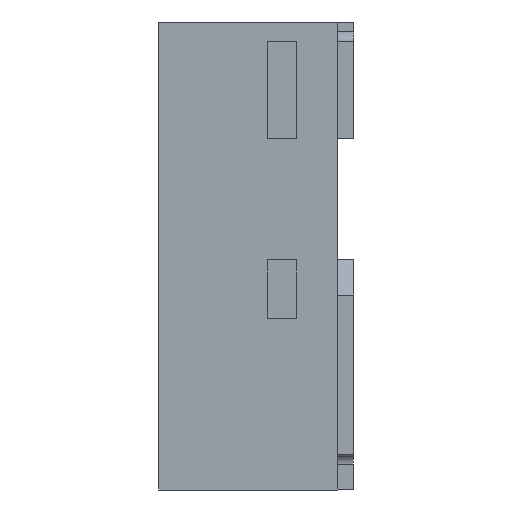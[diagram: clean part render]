
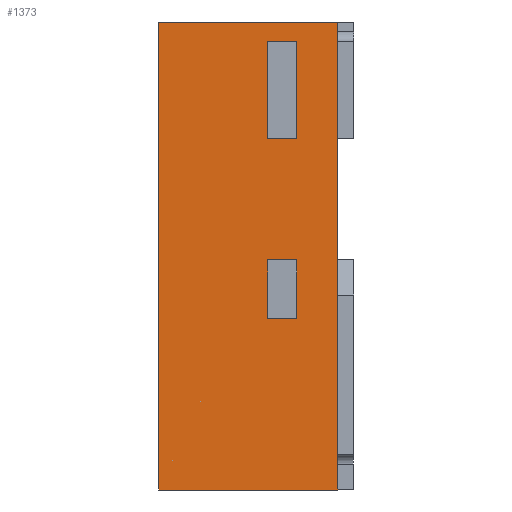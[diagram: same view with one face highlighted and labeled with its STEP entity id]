
A CAD part, left-side view. The second image highlights one B-rep face of the part: STEP entity #1373.
In plain terms, the highlighted planar face has unit normal (-1, 0, 0).
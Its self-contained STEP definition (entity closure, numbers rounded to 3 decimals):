
#25 = VECTOR ( 'NONE', #341, 1000. ) ;
#43 = VERTEX_POINT ( 'NONE', #608 ) ;
#142 = CARTESIAN_POINT ( 'NONE',  ( -0.7, 0.22, -0.01 ) ) ;
#153 = FACE_BOUND ( 'NONE', #1183, .T. ) ;
#217 = EDGE_CURVE ( 'NONE', #3067, #318, #1613, .T. ) ;
#229 = LINE ( 'NONE', #2647, #1981 ) ;
#291 = ORIENTED_EDGE ( 'NONE', *, *, #2200, .T. ) ;
#318 = VERTEX_POINT ( 'NONE', #2479 ) ;
#341 = DIRECTION ( 'NONE',  ( 0., 0., 1. ) ) ;
#348 = CARTESIAN_POINT ( 'NONE',  ( -0.7, 2.844, 0.6 ) ) ;
#608 = CARTESIAN_POINT ( 'NONE',  ( -0.7, 0.145, 0.55 ) ) ;
#617 = VECTOR ( 'NONE', #824, 1000. ) ;
#701 = EDGE_CURVE ( 'NONE', #3311, #3067, #3689, .T. ) ;
#797 = CARTESIAN_POINT ( 'NONE',  ( -0.7, 0.5, 0.6 ) ) ;
#824 = DIRECTION ( 'NONE',  ( 0., -1., 0. ) ) ;
#842 = CARTESIAN_POINT ( 'NONE',  ( -0.7, 0.04, -0.6 ) ) ;
#865 = DIRECTION ( 'NONE',  ( 0., 0., 1. ) ) ;
#887 = DIRECTION ( 'NONE',  ( 0., 0., -1. ) ) ;
#913 = CARTESIAN_POINT ( 'NONE',  ( -0.7, 0.5, 0.6 ) ) ;
#1009 = VERTEX_POINT ( 'NONE', #4034 ) ;
#1126 = DIRECTION ( 'NONE',  ( 1., 0., 0. ) ) ;
#1163 = PLANE ( 'NONE',  #3265 ) ;
#1183 = EDGE_LOOP ( 'NONE', ( #3250, #3453, #4305, #1297 ) ) ;
#1221 = CARTESIAN_POINT ( 'NONE',  ( -0.7, 0.145, 0.3 ) ) ;
#1274 = VECTOR ( 'NONE', #4866, 1000. ) ;
#1297 = ORIENTED_EDGE ( 'NONE', *, *, #4410, .T. ) ;
#1307 = ORIENTED_EDGE ( 'NONE', *, *, #1355, .F. ) ;
#1334 = CARTESIAN_POINT ( 'NONE',  ( -0.7, 0.145, 0.55 ) ) ;
#1355 = EDGE_CURVE ( 'NONE', #4191, #318, #2235, .T. ) ;
#1373 = ADVANCED_FACE ( 'NONE', ( #1514, #4523, #153 ), #1163, .F. ) ;
#1395 = VECTOR ( 'NONE', #865, 1000. ) ;
#1412 = VERTEX_POINT ( 'NONE', #5295 ) ;
#1484 = ORIENTED_EDGE ( 'NONE', *, *, #3750, .T. ) ;
#1514 = FACE_BOUND ( 'NONE', #2401, .T. ) ;
#1555 = CARTESIAN_POINT ( 'NONE',  ( -0.7, 0.145, -0.01 ) ) ;
#1562 = VERTEX_POINT ( 'NONE', #4592 ) ;
#1613 = LINE ( 'NONE', #3681, #1274 ) ;
#1676 = EDGE_CURVE ( 'NONE', #3903, #1562, #5154, .T. ) ;
#1693 = LINE ( 'NONE', #1334, #4151 ) ;
#1716 = CARTESIAN_POINT ( 'NONE',  ( -0.7, 0.22, -0.01 ) ) ;
#1826 = DIRECTION ( 'NONE',  ( 0., 0., -1. ) ) ;
#1834 = ORIENTED_EDGE ( 'NONE', *, *, #217, .T. ) ;
#1850 = VECTOR ( 'NONE', #3611, 1000. ) ;
#1922 = LINE ( 'NONE', #3465, #4021 ) ;
#1981 = VECTOR ( 'NONE', #3018, 1000. ) ;
#1996 = DIRECTION ( 'NONE',  ( 0., 1., 0. ) ) ;
#2006 = DIRECTION ( 'NONE',  ( 0., 0., -1. ) ) ;
#2200 = EDGE_CURVE ( 'NONE', #1562, #1412, #1922, .T. ) ;
#2235 = LINE ( 'NONE', #3884, #3668 ) ;
#2244 = CARTESIAN_POINT ( 'NONE',  ( -0.7, 0.145, -0.01 ) ) ;
#2260 = VERTEX_POINT ( 'NONE', #5126 ) ;
#2343 = DIRECTION ( 'NONE',  ( 0., -1., 0. ) ) ;
#2401 = EDGE_LOOP ( 'NONE', ( #1484, #2810, #291, #2843 ) ) ;
#2447 = CARTESIAN_POINT ( 'NONE',  ( -0.7, 0.22, 0.3 ) ) ;
#2477 = EDGE_CURVE ( 'NONE', #3311, #4191, #3110, .T. ) ;
#2479 = CARTESIAN_POINT ( 'NONE',  ( -0.7, 0.04, 0.6 ) ) ;
#2504 = LINE ( 'NONE', #1716, #1395 ) ;
#2532 = CARTESIAN_POINT ( 'NONE',  ( -0.7, 0.145, -0.01 ) ) ;
#2647 = CARTESIAN_POINT ( 'NONE',  ( -0.7, 0.22, 0.55 ) ) ;
#2651 = ORIENTED_EDGE ( 'NONE', *, *, #2477, .F. ) ;
#2683 = EDGE_CURVE ( 'NONE', #3636, #1009, #3345, .T. ) ;
#2689 = DIRECTION ( 'NONE',  ( 0., 1., 0. ) ) ;
#2810 = ORIENTED_EDGE ( 'NONE', *, *, #1676, .T. ) ;
#2843 = ORIENTED_EDGE ( 'NONE', *, *, #3672, .T. ) ;
#3018 = DIRECTION ( 'NONE',  ( 0., -1., 0. ) ) ;
#3067 = VERTEX_POINT ( 'NONE', #842 ) ;
#3078 = ORIENTED_EDGE ( 'NONE', *, *, #701, .T. ) ;
#3110 = LINE ( 'NONE', #797, #1850 ) ;
#3219 = CARTESIAN_POINT ( 'NONE',  ( -0.7, 2.844, -0.6 ) ) ;
#3250 = ORIENTED_EDGE ( 'NONE', *, *, #4265, .T. ) ;
#3265 = AXIS2_PLACEMENT_3D ( 'NONE', #348, #1126, #2006 ) ;
#3311 = VERTEX_POINT ( 'NONE', #4740 ) ;
#3322 = LINE ( 'NONE', #5232, #25 ) ;
#3345 = LINE ( 'NONE', #2447, #4001 ) ;
#3453 = ORIENTED_EDGE ( 'NONE', *, *, #4631, .T. ) ;
#3465 = CARTESIAN_POINT ( 'NONE',  ( -0.7, 0.145, -0.16 ) ) ;
#3611 = DIRECTION ( 'NONE',  ( 0., 0., 1. ) ) ;
#3636 = VERTEX_POINT ( 'NONE', #1221 ) ;
#3668 = VECTOR ( 'NONE', #2343, 1000. ) ;
#3672 = EDGE_CURVE ( 'NONE', #1412, #5269, #2504, .T. ) ;
#3681 = CARTESIAN_POINT ( 'NONE',  ( -0.7, 0.04, 0.6 ) ) ;
#3689 = LINE ( 'NONE', #3219, #4985 ) ;
#3750 = EDGE_CURVE ( 'NONE', #5269, #3903, #5309, .T. ) ;
#3884 = CARTESIAN_POINT ( 'NONE',  ( -0.7, 2.844, 0.6 ) ) ;
#3903 = VERTEX_POINT ( 'NONE', #1555 ) ;
#4001 = VECTOR ( 'NONE', #1996, 1000. ) ;
#4021 = VECTOR ( 'NONE', #2689, 1000. ) ;
#4034 = CARTESIAN_POINT ( 'NONE',  ( -0.7, 0.22, 0.3 ) ) ;
#4141 = EDGE_LOOP ( 'NONE', ( #2651, #3078, #1834, #1307 ) ) ;
#4151 = VECTOR ( 'NONE', #887, 1000. ) ;
#4191 = VERTEX_POINT ( 'NONE', #913 ) ;
#4265 = EDGE_CURVE ( 'NONE', #2260, #43, #229, .T. ) ;
#4305 = ORIENTED_EDGE ( 'NONE', *, *, #2683, .T. ) ;
#4410 = EDGE_CURVE ( 'NONE', #1009, #2260, #3322, .T. ) ;
#4450 = VECTOR ( 'NONE', #1826, 1000. ) ;
#4503 = DIRECTION ( 'NONE',  ( 0., -1., 0. ) ) ;
#4523 = FACE_OUTER_BOUND ( 'NONE', #4141, .T. ) ;
#4592 = CARTESIAN_POINT ( 'NONE',  ( -0.7, 0.145, -0.16 ) ) ;
#4631 = EDGE_CURVE ( 'NONE', #43, #3636, #1693, .T. ) ;
#4740 = CARTESIAN_POINT ( 'NONE',  ( -0.7, 0.5, -0.6 ) ) ;
#4866 = DIRECTION ( 'NONE',  ( 0., 0., 1. ) ) ;
#4985 = VECTOR ( 'NONE', #4503, 1000. ) ;
#5126 = CARTESIAN_POINT ( 'NONE',  ( -0.7, 0.22, 0.55 ) ) ;
#5154 = LINE ( 'NONE', #2244, #4450 ) ;
#5232 = CARTESIAN_POINT ( 'NONE',  ( -0.7, 0.22, 0.55 ) ) ;
#5269 = VERTEX_POINT ( 'NONE', #142 ) ;
#5295 = CARTESIAN_POINT ( 'NONE',  ( -0.7, 0.22, -0.16 ) ) ;
#5309 = LINE ( 'NONE', #2532, #617 ) ;
